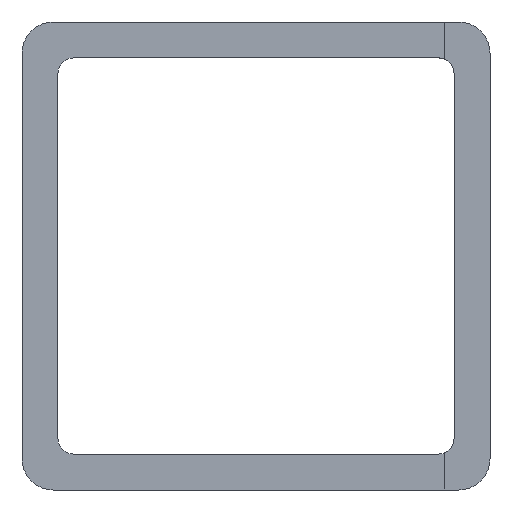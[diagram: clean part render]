
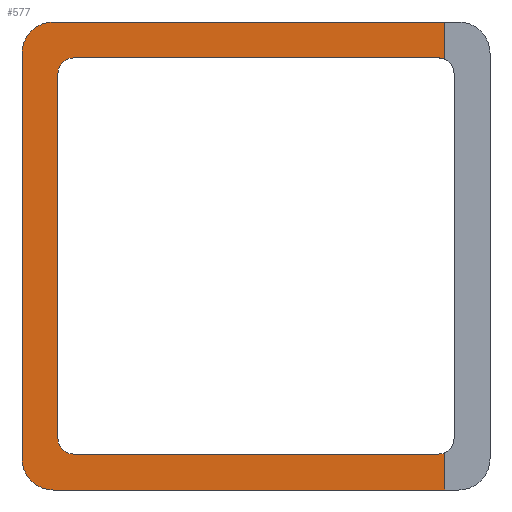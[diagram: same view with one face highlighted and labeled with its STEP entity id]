
A CAD part, front view. The second image highlights one B-rep face of the part: STEP entity #577.
In plain terms, the highlighted planar face has unit normal (0, -1, 0).
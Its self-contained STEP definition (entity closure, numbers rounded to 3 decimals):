
#79=CIRCLE('',#611,1.);
#81=CIRCLE('',#614,1.);
#82=CIRCLE('',#616,0.5);
#85=CIRCLE('',#620,0.5);
#86=CIRCLE('',#622,0.5);
#88=CIRCLE('',#625,0.5);
#94=CIRCLE('',#635,1.);
#228=ORIENTED_EDGE('',*,*,#312,.T.);
#229=ORIENTED_EDGE('',*,*,#270,.F.);
#230=ORIENTED_EDGE('',*,*,#304,.T.);
#231=ORIENTED_EDGE('',*,*,#327,.F.);
#232=ORIENTED_EDGE('',*,*,#288,.T.);
#233=ORIENTED_EDGE('',*,*,#300,.F.);
#234=ORIENTED_EDGE('',*,*,#279,.T.);
#235=ORIENTED_EDGE('',*,*,#302,.F.);
#236=ORIENTED_EDGE('',*,*,#275,.T.);
#237=ORIENTED_EDGE('',*,*,#326,.T.);
#238=ORIENTED_EDGE('',*,*,#319,.F.);
#239=ORIENTED_EDGE('',*,*,#329,.T.);
#240=ORIENTED_EDGE('',*,*,#316,.T.);
#241=ORIENTED_EDGE('',*,*,#309,.T.);
#242=ORIENTED_EDGE('',*,*,#292,.F.);
#243=ORIENTED_EDGE('',*,*,#310,.T.);
#244=ORIENTED_EDGE('',*,*,#274,.F.);
#270=EDGE_CURVE('',#344,#341,#391,.F.);
#274=EDGE_CURVE('',#348,#345,#395,.F.);
#275=EDGE_CURVE('',#349,#350,#396,.F.);
#279=EDGE_CURVE('',#353,#354,#400,.F.);
#288=EDGE_CURVE('',#358,#362,#409,.F.);
#292=EDGE_CURVE('',#366,#363,#413,.F.);
#300=EDGE_CURVE('',#353,#362,#79,.T.);
#302=EDGE_CURVE('',#349,#354,#81,.T.);
#304=EDGE_CURVE('',#344,#370,#82,.T.);
#309=EDGE_CURVE('',#373,#363,#85,.T.);
#310=EDGE_CURVE('',#366,#345,#86,.T.);
#312=EDGE_CURVE('',#348,#341,#88,.T.);
#316=EDGE_CURVE('',#375,#373,#423,.F.);
#319=EDGE_CURVE('',#377,#378,#424,.F.);
#326=EDGE_CURVE('',#350,#378,#94,.T.);
#327=EDGE_CURVE('',#358,#370,#429,.T.);
#329=EDGE_CURVE('',#377,#375,#431,.F.);
#341=VERTEX_POINT('',#869);
#344=VERTEX_POINT('',#874);
#345=VERTEX_POINT('',#878);
#348=VERTEX_POINT('',#883);
#349=VERTEX_POINT('',#887);
#350=VERTEX_POINT('',#888);
#353=VERTEX_POINT('',#896);
#354=VERTEX_POINT('',#897);
#358=VERTEX_POINT('',#906);
#362=VERTEX_POINT('',#914);
#363=VERTEX_POINT('',#918);
#366=VERTEX_POINT('',#923);
#370=VERTEX_POINT('',#943);
#373=VERTEX_POINT('',#951);
#375=VERTEX_POINT('',#965);
#377=VERTEX_POINT('',#970);
#378=VERTEX_POINT('',#972);
#391=LINE('',#875,#443);
#395=LINE('',#884,#447);
#396=LINE('',#886,#448);
#400=LINE('',#895,#452);
#409=LINE('',#915,#461);
#413=LINE('',#924,#465);
#423=LINE('',#964,#475);
#424=LINE('',#971,#476);
#429=LINE('',#986,#481);
#431=LINE('',#990,#483);
#443=VECTOR('',#686,1000.);
#447=VECTOR('',#692,1000.);
#448=VECTOR('',#695,1000.);
#452=VECTOR('',#701,1000.);
#461=VECTOR('',#712,1000.);
#465=VECTOR('',#718,1000.);
#475=VECTOR('',#772,1000.);
#476=VECTOR('',#779,1000.);
#481=VECTOR('',#798,1000.);
#483=VECTOR('',#804,1000.);
#509=EDGE_LOOP('',(#228,#229,#230,#231,#232,#233,#234,#235,#236,#237,#238,
#239,#240,#241,#242,#243,#244));
#536=FACE_BOUND('',#509,.T.);
#552=PLANE('',#639);
#577=ADVANCED_FACE('',(#536),#552,.T.);
#611=AXIS2_PLACEMENT_3D('',#937,#733,#734);
#614=AXIS2_PLACEMENT_3D('',#940,#739,#740);
#616=AXIS2_PLACEMENT_3D('',#944,#744,#745);
#620=AXIS2_PLACEMENT_3D('',#953,#754,#755);
#622=AXIS2_PLACEMENT_3D('',#955,#758,#759);
#625=AXIS2_PLACEMENT_3D('',#958,#764,#765);
#635=AXIS2_PLACEMENT_3D('',#983,#792,#793);
#639=AXIS2_PLACEMENT_3D('',#989,#802,#803);
#686=DIRECTION('',(1.,0.,0.));
#692=DIRECTION('',(0.,0.,1.));
#695=DIRECTION('',(-1.,0.,0.));
#701=DIRECTION('',(0.,0.,1.));
#712=DIRECTION('',(1.,0.,0.));
#718=DIRECTION('',(-1.,0.,0.));
#733=DIRECTION('',(0.,1.,0.));
#734=DIRECTION('',(0.,0.,-1.));
#739=DIRECTION('',(0.,1.,0.));
#740=DIRECTION('',(0.,0.,-1.));
#744=DIRECTION('',(0.,1.,0.));
#745=DIRECTION('',(0.,0.,-1.));
#754=DIRECTION('',(0.,1.,0.));
#755=DIRECTION('',(0.,0.,-1.));
#758=DIRECTION('',(0.,1.,0.));
#759=DIRECTION('',(0.,0.,-1.));
#764=DIRECTION('',(0.,1.,0.));
#765=DIRECTION('',(0.,0.,-1.));
#772=DIRECTION('',(0.,0.,1.));
#779=DIRECTION('',(0.,0.,1.));
#792=DIRECTION('',(0.,-1.,0.));
#793=DIRECTION('',(0.,0.,1.));
#798=DIRECTION('',(0.,0.,-1.));
#802=DIRECTION('',(0.,-1.,0.));
#803=DIRECTION('',(0.,0.,-1.));
#804=DIRECTION('',(1.,0.,0.));
#869=CARTESIAN_POINT('',(-13.35,-311.,13.85));
#874=CARTESIAN_POINT('',(-1.65,-311.,13.85));
#875=CARTESIAN_POINT('',(-13.85,-311.,13.85));
#878=CARTESIAN_POINT('',(-13.85,-311.,1.65));
#883=CARTESIAN_POINT('',(-13.85,-311.,13.35));
#884=CARTESIAN_POINT('',(-13.85,-311.,1.15));
#886=CARTESIAN_POINT('',(0.,-311.,0.));
#887=CARTESIAN_POINT('',(-14.,-311.,0.));
#888=CARTESIAN_POINT('',(-1.,-311.,0.));
#895=CARTESIAN_POINT('',(-15.,-311.,0.));
#896=CARTESIAN_POINT('',(-15.,-311.,14.));
#897=CARTESIAN_POINT('',(-15.,-311.,1.));
#906=CARTESIAN_POINT('',(-1.45,-311.,15.));
#914=CARTESIAN_POINT('',(-14.,-311.,15.));
#915=CARTESIAN_POINT('',(-15.,-311.,15.));
#918=CARTESIAN_POINT('',(-1.65,-311.,1.15));
#923=CARTESIAN_POINT('',(-13.35,-311.,1.15));
#924=CARTESIAN_POINT('',(-1.15,-311.,1.15));
#937=CARTESIAN_POINT('',(-14.,-311.,14.));
#940=CARTESIAN_POINT('',(-14.,-311.,1.));
#943=CARTESIAN_POINT('',(-1.45,-311.,13.808));
#944=CARTESIAN_POINT('',(-1.65,-311.,13.35));
#951=CARTESIAN_POINT('',(-1.15,-311.,1.65));
#953=CARTESIAN_POINT('',(-1.65,-311.,1.65));
#955=CARTESIAN_POINT('',(-13.35,-311.,1.65));
#958=CARTESIAN_POINT('',(-13.35,-311.,13.35));
#964=CARTESIAN_POINT('',(-1.15,-311.,13.85));
#965=CARTESIAN_POINT('',(-1.15,-311.,5.5));
#970=CARTESIAN_POINT('',(0.,-311.,5.5));
#971=CARTESIAN_POINT('',(0.,-311.,15.));
#972=CARTESIAN_POINT('',(0.,-311.,1.));
#983=CARTESIAN_POINT('',(-1.,-311.,1.));
#986=CARTESIAN_POINT('',(-1.45,-311.,16.65));
#989=CARTESIAN_POINT('',(-21.45,-311.,16.65));
#990=CARTESIAN_POINT('',(-55001.15,-311.,5.5));
